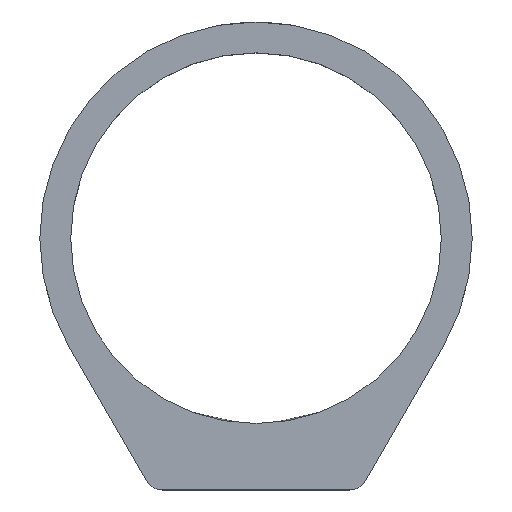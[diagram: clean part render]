
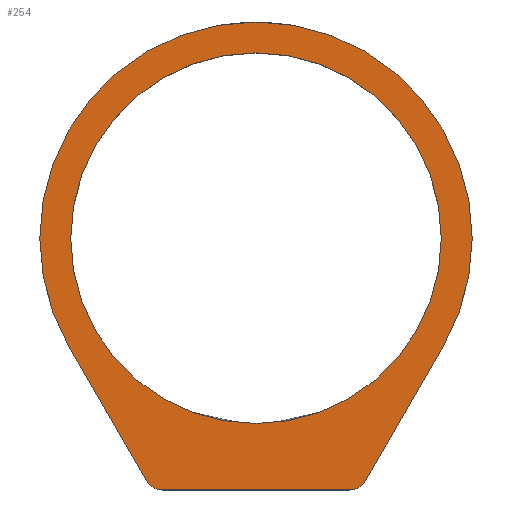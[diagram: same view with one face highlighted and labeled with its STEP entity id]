
A CAD part, top view. The second image highlights one B-rep face of the part: STEP entity #254.
In plain terms, the highlighted planar face has unit normal (0, 0, 1).
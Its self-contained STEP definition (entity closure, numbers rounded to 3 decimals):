
#2 = PLANE ( 'NONE',  #479 ) ;
#3 = VERTEX_POINT ( 'NONE', #376 ) ;
#10 = AXIS2_PLACEMENT_3D ( 'NONE', #153, #455, #201 ) ;
#12 = ORIENTED_EDGE ( 'NONE', *, *, #214, .T. ) ;
#25 = ORIENTED_EDGE ( 'NONE', *, *, #41, .T. ) ;
#41 = EDGE_CURVE ( 'NONE', #562, #353, #450, .T. ) ;
#43 = CARTESIAN_POINT ( 'NONE',  ( 16.889, -40.748, 12. ) ) ;
#65 = FACE_BOUND ( 'NONE', #171, .T. ) ;
#70 = AXIS2_PLACEMENT_3D ( 'NONE', #155, #457, #203 ) ;
#76 = CARTESIAN_POINT ( 'NONE',  ( 16.889, -40.748, 12. ) ) ;
#91 = DIRECTION ( 'NONE',  ( 0., 0., 1. ) ) ;
#97 = CARTESIAN_POINT ( 'NONE',  ( 0., 0., 12. ) ) ;
#138 = DIRECTION ( 'NONE',  ( 1., 0., 0. ) ) ;
#142 = CARTESIAN_POINT ( 'NONE',  ( -16.889, -40.748, 12. ) ) ;
#149 = EDGE_CURVE ( 'NONE', #353, #3, #530, .T. ) ;
#153 = CARTESIAN_POINT ( 'NONE',  ( 0., 0., 12. ) ) ;
#155 = CARTESIAN_POINT ( 'NONE',  ( 0., 0., 12. ) ) ;
#158 = EDGE_CURVE ( 'NONE', #3, #246, #320, .T. ) ;
#171 = EDGE_LOOP ( 'NONE', ( #308 ) ) ;
#176 = ORIENTED_EDGE ( 'NONE', *, *, #149, .T. ) ;
#180 = DIRECTION ( 'NONE',  ( 0., 0., 1. ) ) ;
#190 = CIRCLE ( 'NONE', #10, 35. ) ;
#195 = CIRCLE ( 'NONE', #391, 3. ) ;
#201 = DIRECTION ( 'NONE',  ( 1., 0., 0. ) ) ;
#203 = DIRECTION ( 'NONE',  ( 1., 0., 0. ) ) ;
#205 = VECTOR ( 'NONE', #215, 1000. ) ;
#214 = EDGE_CURVE ( 'NONE', #382, #562, #195, .T. ) ;
#215 = DIRECTION ( 'NONE',  ( 0.5, 0.866, 0. ) ) ;
#219 = CARTESIAN_POINT ( 'NONE',  ( 30.311, -17.5, 12. ) ) ;
#225 = VERTEX_POINT ( 'NONE', #358 ) ;
#227 = VECTOR ( 'NONE', #413, 1000. ) ;
#228 = CARTESIAN_POINT ( 'NONE',  ( -30.311, -17.5, 12. ) ) ;
#246 = VERTEX_POINT ( 'NONE', #219 ) ;
#254 = ADVANCED_FACE ( 'NONE', ( #292, #65 ), #2, .T. ) ;
#275 = VECTOR ( 'NONE', #397, 1000. ) ;
#282 = AXIS2_PLACEMENT_3D ( 'NONE', #343, #91, #385 ) ;
#292 = FACE_OUTER_BOUND ( 'NONE', #315, .T. ) ;
#308 = ORIENTED_EDGE ( 'NONE', *, *, #540, .F. ) ;
#309 = CARTESIAN_POINT ( 'NONE',  ( 15.157, -40.748, 12. ) ) ;
#310 = CARTESIAN_POINT ( 'NONE',  ( -15.157, -40.748, 12. ) ) ;
#315 = EDGE_LOOP ( 'NONE', ( #25, #176, #563, #543, #364, #12 ) ) ;
#320 = LINE ( 'NONE', #43, #205 ) ;
#343 = CARTESIAN_POINT ( 'NONE',  ( 15.157, -37.748, 12. ) ) ;
#353 = VERTEX_POINT ( 'NONE', #309 ) ;
#358 = CARTESIAN_POINT ( 'NONE',  ( 30., 0., 12. ) ) ;
#364 = ORIENTED_EDGE ( 'NONE', *, *, #488, .T. ) ;
#376 = CARTESIAN_POINT ( 'NONE',  ( 17.755, -39.248, 12. ) ) ;
#382 = VERTEX_POINT ( 'NONE', #440 ) ;
#385 = DIRECTION ( 'NONE',  ( 1., 0., 0. ) ) ;
#391 = AXIS2_PLACEMENT_3D ( 'NONE', #433, #180, #476 ) ;
#393 = DIRECTION ( 'NONE',  ( 0., 0., 1. ) ) ;
#397 = DIRECTION ( 'NONE',  ( 0.5, -0.866, 0. ) ) ;
#413 = DIRECTION ( 'NONE',  ( 1., 0., 0. ) ) ;
#433 = CARTESIAN_POINT ( 'NONE',  ( -15.157, -37.748, 12. ) ) ;
#435 = VERTEX_POINT ( 'NONE', #228 ) ;
#440 = CARTESIAN_POINT ( 'NONE',  ( -17.755, -39.248, 12. ) ) ;
#450 = LINE ( 'NONE', #76, #227 ) ;
#455 = DIRECTION ( 'NONE',  ( 0., 0., 1. ) ) ;
#457 = DIRECTION ( 'NONE',  ( 0., 0., 1. ) ) ;
#476 = DIRECTION ( 'NONE',  ( 1., 0., 0. ) ) ;
#479 = AXIS2_PLACEMENT_3D ( 'NONE', #97, #393, #138 ) ;
#488 = EDGE_CURVE ( 'NONE', #435, #382, #500, .T. ) ;
#492 = CIRCLE ( 'NONE', #70, 30. ) ;
#500 = LINE ( 'NONE', #142, #275 ) ;
#506 = EDGE_CURVE ( 'NONE', #246, #435, #190, .T. ) ;
#530 = CIRCLE ( 'NONE', #282, 3. ) ;
#540 = EDGE_CURVE ( 'NONE', #225, #225, #492, .T. ) ;
#543 = ORIENTED_EDGE ( 'NONE', *, *, #506, .T. ) ;
#562 = VERTEX_POINT ( 'NONE', #310 ) ;
#563 = ORIENTED_EDGE ( 'NONE', *, *, #158, .T. ) ;
